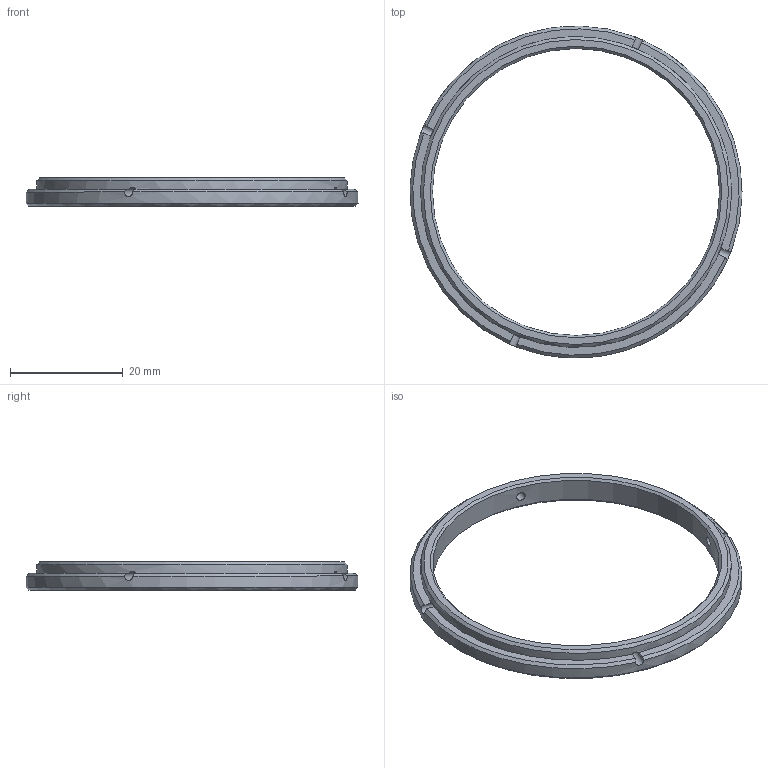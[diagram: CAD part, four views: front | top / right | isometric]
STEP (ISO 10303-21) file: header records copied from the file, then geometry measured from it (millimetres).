
FILE_DESCRIPTION(/* description */ (''),/* implementation_level */ '2;1');
FILE_NAME(/* name */ 'sam7_5_MFT-LM_indicatorRing',/* time_stamp */ '2023-12-07T13:02:50-05:00',/* author */ ('George Moua'),/* organization */ ('Archive 663'),/* preprocessor_version */ 'ST-DEVELOPER v16.7',/* originating_system */ 'Solid Edge',/* authorisation */ 'Unknown');
FILE_SCHEMA (('AUTOMOTIVE_DESIGN {1 0 10303 214 3 1 1}'));
Length unit declared in the file: millimetre
Products named in the file (2): sam7_5_MFT-LM; sam7_5_MFT-LM_indicatorRing
Assembly tree (1 placements, depth 2):
  sam7_5_MFT-LM
    sam7_5_MFT-LM_indicatorRing
Bounding box: 58.99 x 58.99 x 5 mm (x, y, z)
Volume: 2642.9 mm3; surface area: 2888.1 mm2
Topology: 1 solids, 1 shells, 22 faces, 72 edges, 48 vertices
Faces by surface type: cone 8, cylinder 7, plane 6, sphere 1
Full cylindrical faces by diameter (mm): 1.6 x4, 51 x1, 55.2 x1, 59 x1
Entity records: 778 total; most frequent: CARTESIAN_POINT 224, ORIENTED_EDGE 98, DIRECTION 96, EDGE_CURVE 49, AXIS2_PLACEMENT_3D 44, EDGE_LOOP 40, FACE_BOUND 40, VERTEX_POINT 37
